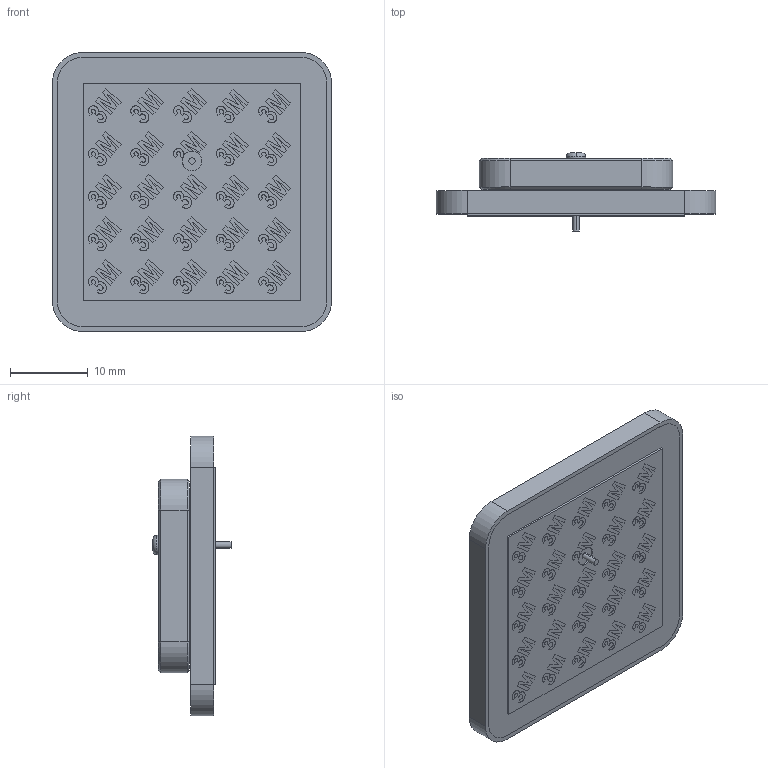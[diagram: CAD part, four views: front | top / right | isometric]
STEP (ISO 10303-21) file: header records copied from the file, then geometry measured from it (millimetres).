
FILE_DESCRIPTION (( 'STEP AP214' ), '1' );
FILE_NAME ('GPSF.36.A.STEP', '2022-08-29T09:48:07', ( '' ), ( '' ), 'SwSTEP 2.0', 'SolidWorks 2018', '' );
FILE_SCHEMA (( 'AUTOMOTIVE_DESIGN' ));
Length unit declared in the file: millimetre
Products named in the file (1): GPSF.36.A
Bounding box: 36 x 10.06 x 36 mm (x, y, z)
Volume: 6559.8 mm3; surface area: 3751.5 mm2
Topology: 1 solids, 1 shells, 1122 faces, 3096 edges, 2058 vertices
Faces by surface type: plane 621, bspline 473, cylinder 18, cone 8, torus 2
Entity records: 65528 total; most frequent: CARTESIAN_POINT 27750, ORIENTED_EDGE 6192, DIRECTION 3504, EDGE_CURVE 3096, LINE 2096, VECTOR 2096, VERTEX_POINT 2058, EDGE_LOOP 1204
